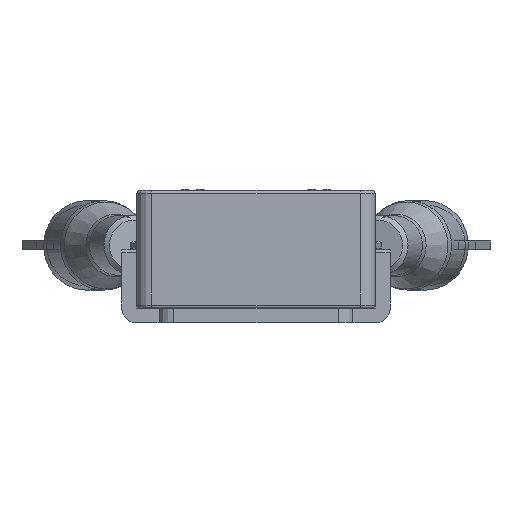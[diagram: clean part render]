
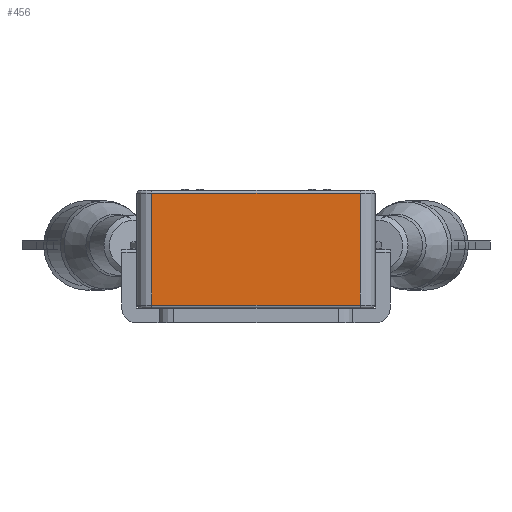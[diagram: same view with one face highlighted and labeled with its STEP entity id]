
A CAD part, left-side view. The second image highlights one B-rep face of the part: STEP entity #456.
In plain terms, the highlighted planar face has unit normal (-1, 0, 0).
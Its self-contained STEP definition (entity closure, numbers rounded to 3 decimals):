
#456 = ADVANCED_FACE( '', ( #1016 ), #1017, .F. );
#1016 = FACE_OUTER_BOUND( '', #1668, .T. );
#1017 = PLANE( '', #1669 );
#1668 = EDGE_LOOP( '', ( #3069, #3070, #3071, #3072 ) );
#1669 = AXIS2_PLACEMENT_3D( '', #3073, #3074, #3075 );
#3069 = ORIENTED_EDGE( '', *, *, #4308, .T. );
#3070 = ORIENTED_EDGE( '', *, *, #4309, .T. );
#3071 = ORIENTED_EDGE( '', *, *, #4211, .T. );
#3072 = ORIENTED_EDGE( '', *, *, #4085, .T. );
#3073 = CARTESIAN_POINT( '', ( -0.4, 7., 3.95 ) );
#3074 = DIRECTION( '', ( 1., 0., 0. ) );
#3075 = DIRECTION( '', ( 0., 1., 0. ) );
#4085 = EDGE_CURVE( '', #4946, #4948, #4950, .T. );
#4211 = EDGE_CURVE( '', #5031, #4946, #5130, .T. );
#4308 = EDGE_CURVE( '', #4948, #5108, #5261, .F. );
#4309 = EDGE_CURVE( '', #5108, #5031, #5262, .F. );
#4946 = VERTEX_POINT( '', #6119 );
#4948 = VERTEX_POINT( '', #6121 );
#4950 = LINE( '', #6123, #6124 );
#5031 = VERTEX_POINT( '', #6258 );
#5108 = VERTEX_POINT( '', #6388 );
#5130 = LINE( '', #6417, #6418 );
#5261 = LINE( '', #6603, #6604 );
#5262 = LINE( '', #6605, #6606 );
#6119 = CARTESIAN_POINT( '', ( -0.4, 7., -3.75 ) );
#6121 = CARTESIAN_POINT( '', ( -0.4, -7., -3.75 ) );
#6123 = CARTESIAN_POINT( '', ( -0.4, 7., -3.75 ) );
#6124 = VECTOR( '', #7342, 1000. );
#6258 = CARTESIAN_POINT( '', ( -0.4, 7., 3.75 ) );
#6388 = CARTESIAN_POINT( '', ( -0.4, -7., 3.75 ) );
#6417 = CARTESIAN_POINT( '', ( -0.4, 7., 3.95 ) );
#6418 = VECTOR( '', #7496, 1000. );
#6603 = CARTESIAN_POINT( '', ( -0.4, -7., 3.95 ) );
#6604 = VECTOR( '', #7603, 1000. );
#6605 = CARTESIAN_POINT( '', ( -0.4, 7., 3.75 ) );
#6606 = VECTOR( '', #7604, 1000. );
#7342 = DIRECTION( '', ( 0., -1., 0. ) );
#7496 = DIRECTION( '', ( 0., 0., -1. ) );
#7603 = DIRECTION( '', ( 0., 0., -1. ) );
#7604 = DIRECTION( '', ( 0., -1., 0. ) );
